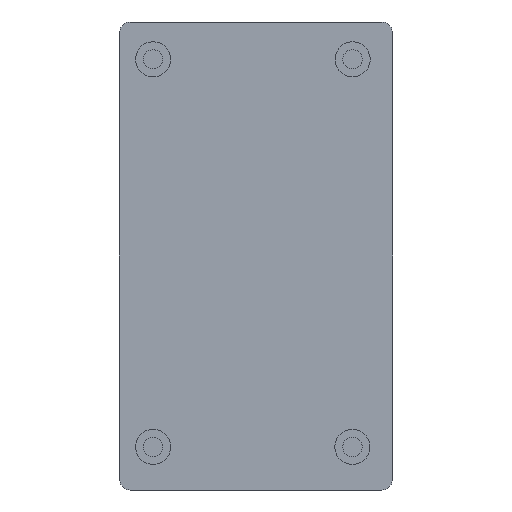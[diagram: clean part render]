
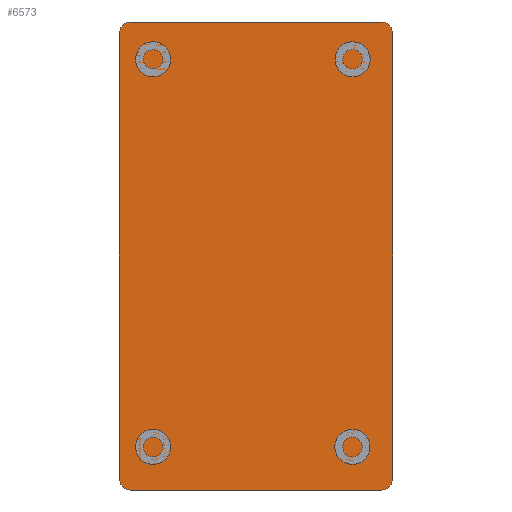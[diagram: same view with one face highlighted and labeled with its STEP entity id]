
A CAD part, front view. The second image highlights one B-rep face of the part: STEP entity #6573.
In plain terms, the highlighted planar face has unit normal (0, -1, 0).
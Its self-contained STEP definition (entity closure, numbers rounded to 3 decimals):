
#36=CIRCLE('',#6941,2.25);
#37=CIRCLE('',#6944,2.25);
#38=CIRCLE('',#6945,2.25);
#39=CIRCLE('',#6946,2.25);
#391=FACE_OUTER_BOUND('',#729,.T.);
#729=EDGE_LOOP('',(#5781,#5782,#5783,#5784,#5785,#5786,#5787,#5788));
#1555=LINE('',#10228,#2453);
#1600=LINE('',#10338,#2498);
#1603=LINE('',#10346,#2501);
#1604=LINE('',#10350,#2502);
#2453=VECTOR('',#8339,10.);
#2498=VECTOR('',#8448,10.);
#2501=VECTOR('',#8455,10.);
#2502=VECTOR('',#8458,10.);
#3090=VERTEX_POINT('',#10222);
#3092=VERTEX_POINT('',#10226);
#3124=VERTEX_POINT('',#10333);
#3125=VERTEX_POINT('',#10337);
#3127=VERTEX_POINT('',#10343);
#3128=VERTEX_POINT('',#10345);
#3129=VERTEX_POINT('',#10347);
#3130=VERTEX_POINT('',#10349);
#3967=EDGE_CURVE('',#3092,#3090,#1555,.T.);
#4020=EDGE_CURVE('',#3090,#3124,#36,.T.);
#4022=EDGE_CURVE('',#3124,#3125,#1600,.T.);
#4025=EDGE_CURVE('',#3127,#3092,#37,.T.);
#4026=EDGE_CURVE('',#3128,#3127,#1603,.T.);
#4027=EDGE_CURVE('',#3129,#3128,#38,.T.);
#4028=EDGE_CURVE('',#3130,#3129,#1604,.T.);
#4029=EDGE_CURVE('',#3125,#3130,#39,.T.);
#5781=ORIENTED_EDGE('',*,*,#4020,.F.);
#5782=ORIENTED_EDGE('',*,*,#3967,.F.);
#5783=ORIENTED_EDGE('',*,*,#4025,.F.);
#5784=ORIENTED_EDGE('',*,*,#4026,.F.);
#5785=ORIENTED_EDGE('',*,*,#4027,.F.);
#5786=ORIENTED_EDGE('',*,*,#4028,.F.);
#5787=ORIENTED_EDGE('',*,*,#4029,.F.);
#5788=ORIENTED_EDGE('',*,*,#4022,.F.);
#6256=PLANE('',#6943);
#6573=ADVANCED_FACE('',(#391),#6256,.F.);
#6941=AXIS2_PLACEMENT_3D('',#10334,#8443,#8444);
#6943=AXIS2_PLACEMENT_3D('',#10342,#8451,#8452);
#6944=AXIS2_PLACEMENT_3D('',#10344,#8453,#8454);
#6945=AXIS2_PLACEMENT_3D('',#10348,#8456,#8457);
#6946=AXIS2_PLACEMENT_3D('',#10351,#8459,#8460);
#8339=DIRECTION('',(-1.,0.,0.));
#8443=DIRECTION('center_axis',(0.,1.,0.));
#8444=DIRECTION('ref_axis',(-0.707,0.,-0.707));
#8448=DIRECTION('',(0.,0.,1.));
#8451=DIRECTION('center_axis',(0.,1.,0.));
#8452=DIRECTION('ref_axis',(1.,0.,0.));
#8453=DIRECTION('center_axis',(0.,1.,0.));
#8454=DIRECTION('ref_axis',(0.707,0.,-0.707));
#8455=DIRECTION('',(0.,0.,-1.));
#8456=DIRECTION('center_axis',(0.,1.,0.));
#8457=DIRECTION('ref_axis',(0.707,0.,0.707));
#8458=DIRECTION('',(1.,0.,0.));
#8459=DIRECTION('center_axis',(0.,1.,0.));
#8460=DIRECTION('ref_axis',(-0.707,0.,0.707));
#10222=CARTESIAN_POINT('',(2.25,0.,-96.));
#10226=CARTESIAN_POINT('',(53.75,0.,-96.));
#10228=CARTESIAN_POINT('',(56.,0.,-96.));
#10333=CARTESIAN_POINT('',(0.,0.,-93.75));
#10334=CARTESIAN_POINT('Origin',(2.25,0.,-93.75));
#10337=CARTESIAN_POINT('',(0.,0.,-2.25));
#10338=CARTESIAN_POINT('',(0.,0.,-96.));
#10342=CARTESIAN_POINT('Origin',(28.,0.,-48.));
#10343=CARTESIAN_POINT('',(56.,0.,-93.75));
#10344=CARTESIAN_POINT('Origin',(53.75,0.,-93.75));
#10345=CARTESIAN_POINT('',(56.,0.,-2.25));
#10346=CARTESIAN_POINT('',(56.,0.,0.));
#10347=CARTESIAN_POINT('',(53.75,0.,0.));
#10348=CARTESIAN_POINT('Origin',(53.75,0.,-2.25));
#10349=CARTESIAN_POINT('',(2.25,0.,0.));
#10350=CARTESIAN_POINT('',(0.,0.,0.));
#10351=CARTESIAN_POINT('Origin',(2.25,0.,-2.25));
